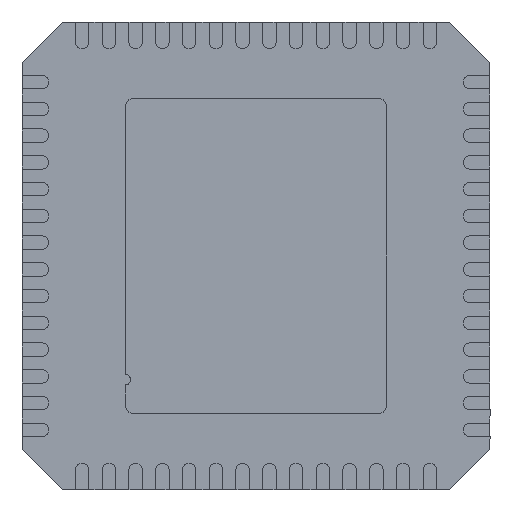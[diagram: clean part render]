
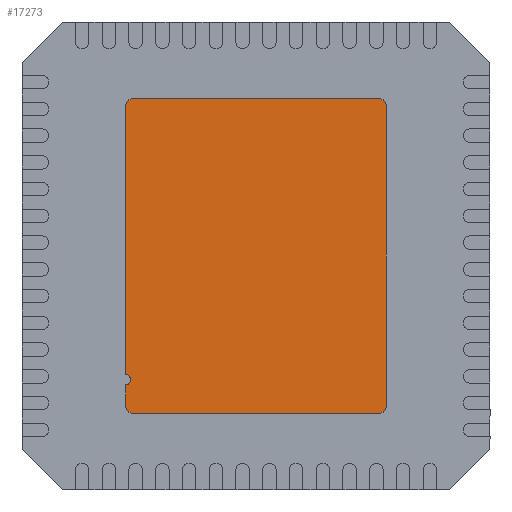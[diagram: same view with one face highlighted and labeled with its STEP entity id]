
A CAD part, front view. The second image highlights one B-rep face of the part: STEP entity #17273.
In plain terms, the highlighted planar face has unit normal (0, -1, 0).
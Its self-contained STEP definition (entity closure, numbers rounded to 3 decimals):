
#267 = CIRCLE ( 'NONE', #20767, 0.1 ) ;
#482 = CARTESIAN_POINT ( 'NONE',  ( -1.95, -0.05, 2.25 ) ) ;
#610 = LINE ( 'NONE', #11995, #20982 ) ;
#979 = LINE ( 'NONE', #11623, #5626 ) ;
#1390 = CARTESIAN_POINT ( 'NONE',  ( 0., -0.05, -3.2 ) ) ;
#2104 = CARTESIAN_POINT ( 'NONE',  ( 1.95, -0.05, -2.25 ) ) ;
#2216 = CARTESIAN_POINT ( 'NONE',  ( 1.95, -0.05, -2.25 ) ) ;
#2361 = CARTESIAN_POINT ( 'NONE',  ( -1.95, -0.05, -1.925 ) ) ;
#2446 = ORIENTED_EDGE ( 'NONE', *, *, #21276, .F. ) ;
#2474 = ORIENTED_EDGE ( 'NONE', *, *, #21197, .F. ) ;
#2643 = ORIENTED_EDGE ( 'NONE', *, *, #13048, .F. ) ;
#2755 = VERTEX_POINT ( 'NONE', #7705 ) ;
#2768 = FACE_OUTER_BOUND ( 'NONE', #19597, .T. ) ;
#2914 = ORIENTED_EDGE ( 'NONE', *, *, #20694, .F. ) ;
#3268 = DIRECTION ( 'NONE',  ( 0., 0., 1. ) ) ;
#3545 = ORIENTED_EDGE ( 'NONE', *, *, #16594, .F. ) ;
#3592 = CIRCLE ( 'NONE', #6705, 0.1 ) ;
#3647 = DIRECTION ( 'NONE',  ( 0., 0., 1. ) ) ;
#3846 = DIRECTION ( 'NONE',  ( 0., 0., 1. ) ) ;
#3894 = DIRECTION ( 'NONE',  ( 0., 0., -1. ) ) ;
#4162 = CARTESIAN_POINT ( 'NONE',  ( -1.95, -0.05, -1.775 ) ) ;
#4404 = AXIS2_PLACEMENT_3D ( 'NONE', #13704, #7179, #3846 ) ;
#4442 = CARTESIAN_POINT ( 'NONE',  ( 1.85, -0.05, 2.35 ) ) ;
#5498 = DIRECTION ( 'NONE',  ( 0., 0., 1. ) ) ;
#5626 = VECTOR ( 'NONE', #16510, 1000. ) ;
#6535 = VERTEX_POINT ( 'NONE', #2104 ) ;
#6705 = AXIS2_PLACEMENT_3D ( 'NONE', #8899, #9110, #20394 ) ;
#6826 = CARTESIAN_POINT ( 'NONE',  ( -1.85, -0.05, 2.25 ) ) ;
#7159 = ORIENTED_EDGE ( 'NONE', *, *, #19746, .F. ) ;
#7179 = DIRECTION ( 'NONE',  ( 0., -1., 0. ) ) ;
#7451 = ORIENTED_EDGE ( 'NONE', *, *, #12153, .F. ) ;
#7602 = EDGE_CURVE ( 'NONE', #16479, #10235, #267, .T. ) ;
#7705 = CARTESIAN_POINT ( 'NONE',  ( 1.85, -0.05, 2.35 ) ) ;
#8020 = CIRCLE ( 'NONE', #12174, 0.1 ) ;
#8692 = AXIS2_PLACEMENT_3D ( 'NONE', #1390, #9493, #12929 ) ;
#8857 = VECTOR ( 'NONE', #11000, 1000. ) ;
#8899 = CARTESIAN_POINT ( 'NONE',  ( 1.85, -0.05, -2.25 ) ) ;
#9110 = DIRECTION ( 'NONE',  ( 0., 1., 0. ) ) ;
#9493 = DIRECTION ( 'NONE',  ( 0., 1., 0. ) ) ;
#9772 = CARTESIAN_POINT ( 'NONE',  ( 1.95, -0.05, 2.25 ) ) ;
#9789 = VECTOR ( 'NONE', #17348, 1000. ) ;
#10219 = VERTEX_POINT ( 'NONE', #4162 ) ;
#10235 = VERTEX_POINT ( 'NONE', #20368 ) ;
#10619 = EDGE_CURVE ( 'NONE', #13856, #10219, #12222, .T. ) ;
#10736 = CARTESIAN_POINT ( 'NONE',  ( -1.85, -0.05, -2.25 ) ) ;
#11000 = DIRECTION ( 'NONE',  ( 1., 0., 0. ) ) ;
#11380 = LINE ( 'NONE', #2216, #17526 ) ;
#11428 = DIRECTION ( 'NONE',  ( 0., 1., 0. ) ) ;
#11623 = CARTESIAN_POINT ( 'NONE',  ( -1.85, -0.05, -2.35 ) ) ;
#11995 = CARTESIAN_POINT ( 'NONE',  ( -1.95, -0.05, -1.925 ) ) ;
#12153 = EDGE_CURVE ( 'NONE', #2755, #17377, #8020, .T. ) ;
#12174 = AXIS2_PLACEMENT_3D ( 'NONE', #19609, #11428, #3268 ) ;
#12222 = CIRCLE ( 'NONE', #4404, 0.075 ) ;
#12504 = AXIS2_PLACEMENT_3D ( 'NONE', #10736, #13971, #13905 ) ;
#12680 = CARTESIAN_POINT ( 'NONE',  ( -1.95, -0.05, -2.25 ) ) ;
#12929 = DIRECTION ( 'NONE',  ( 0., 0., 1. ) ) ;
#13048 = EDGE_CURVE ( 'NONE', #16890, #19289, #979, .T. ) ;
#13704 = CARTESIAN_POINT ( 'NONE',  ( -1.95, -0.05, -1.85 ) ) ;
#13856 = VERTEX_POINT ( 'NONE', #2361 ) ;
#13905 = DIRECTION ( 'NONE',  ( 0., 0., 1. ) ) ;
#13971 = DIRECTION ( 'NONE',  ( 0., 1., 0. ) ) ;
#14591 = CARTESIAN_POINT ( 'NONE',  ( 1.85, -0.05, -2.35 ) ) ;
#14683 = ORIENTED_EDGE ( 'NONE', *, *, #10619, .F. ) ;
#14831 = ORIENTED_EDGE ( 'NONE', *, *, #7602, .F. ) ;
#14933 = LINE ( 'NONE', #17133, #9789 ) ;
#14961 = DIRECTION ( 'NONE',  ( 0., 1., 0. ) ) ;
#16282 = CARTESIAN_POINT ( 'NONE',  ( -1.85, -0.05, -2.35 ) ) ;
#16479 = VERTEX_POINT ( 'NONE', #482 ) ;
#16510 = DIRECTION ( 'NONE',  ( -1., 0., 0. ) ) ;
#16594 = EDGE_CURVE ( 'NONE', #19289, #20815, #17756, .T. ) ;
#16890 = VERTEX_POINT ( 'NONE', #14591 ) ;
#17133 = CARTESIAN_POINT ( 'NONE',  ( -1.95, -0.05, 2.25 ) ) ;
#17273 = ADVANCED_FACE ( 'NONE', ( #2768 ), #21142, .F. ) ;
#17348 = DIRECTION ( 'NONE',  ( 0., 0., 1. ) ) ;
#17377 = VERTEX_POINT ( 'NONE', #9772 ) ;
#17526 = VECTOR ( 'NONE', #3894, 1000. ) ;
#17756 = CIRCLE ( 'NONE', #12504, 0.1 ) ;
#18878 = LINE ( 'NONE', #4442, #8857 ) ;
#18903 = EDGE_CURVE ( 'NONE', #20815, #13856, #610, .T. ) ;
#19289 = VERTEX_POINT ( 'NONE', #16282 ) ;
#19506 = ORIENTED_EDGE ( 'NONE', *, *, #18903, .F. ) ;
#19597 = EDGE_LOOP ( 'NONE', ( #19506, #3545, #2643, #2474, #2914, #7451, #7159, #14831, #2446, #14683 ) ) ;
#19609 = CARTESIAN_POINT ( 'NONE',  ( 1.85, -0.05, 2.25 ) ) ;
#19746 = EDGE_CURVE ( 'NONE', #10235, #2755, #18878, .T. ) ;
#20368 = CARTESIAN_POINT ( 'NONE',  ( -1.85, -0.05, 2.35 ) ) ;
#20394 = DIRECTION ( 'NONE',  ( 0., 0., 1. ) ) ;
#20694 = EDGE_CURVE ( 'NONE', #17377, #6535, #11380, .T. ) ;
#20767 = AXIS2_PLACEMENT_3D ( 'NONE', #6826, #14961, #3647 ) ;
#20815 = VERTEX_POINT ( 'NONE', #12680 ) ;
#20982 = VECTOR ( 'NONE', #5498, 1000. ) ;
#21142 = PLANE ( 'NONE',  #8692 ) ;
#21197 = EDGE_CURVE ( 'NONE', #6535, #16890, #3592, .T. ) ;
#21276 = EDGE_CURVE ( 'NONE', #10219, #16479, #14933, .T. ) ;
